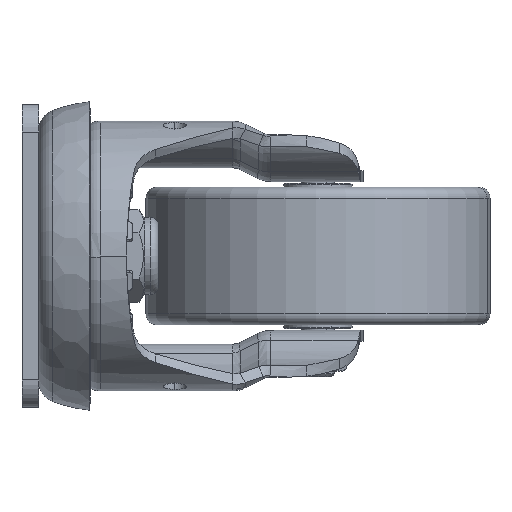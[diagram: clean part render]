
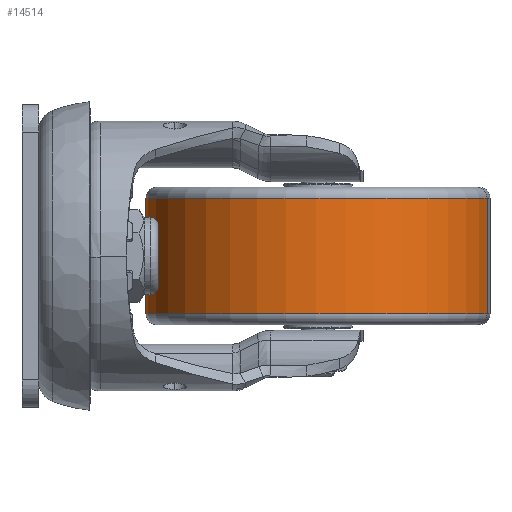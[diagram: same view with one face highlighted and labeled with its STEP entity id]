
A CAD part, left-side view. The second image highlights one B-rep face of the part: STEP entity #14514.
In plain terms, the highlighted cylindrical face has radius 62.5 mm (diameter 125 mm), a partial arc.
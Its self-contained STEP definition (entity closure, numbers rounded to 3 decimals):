
#622 = DIRECTION ( 'NONE',  ( 0.185, 0.983, 0. ) ) ;
#1074 = CIRCLE ( 'NONE', #21333, 62.5 ) ;
#2499 = CARTESIAN_POINT ( 'NONE',  ( 50., -107.5, 0. ) ) ;
#2958 = CARTESIAN_POINT ( 'NONE',  ( 50., -107.5, -21. ) ) ;
#3176 = ORIENTED_EDGE ( 'NONE', *, *, #4237, .T. ) ;
#3439 = ORIENTED_EDGE ( 'NONE', *, *, #13945, .F. ) ;
#3474 = CYLINDRICAL_SURFACE ( 'NONE', #14816, 62.5 ) ;
#4237 = EDGE_CURVE ( 'NONE', #9912, #10338, #5236, .T. ) ;
#4456 = ORIENTED_EDGE ( 'NONE', *, *, #11286, .T. ) ;
#4680 = DIRECTION ( 'NONE',  ( 0., 0., 1. ) ) ;
#5236 = CIRCLE ( 'NONE', #24018, 62.5 ) ;
#6041 = VECTOR ( 'NONE', #16744, 1000. ) ;
#7029 = VERTEX_POINT ( 'NONE', #12920 ) ;
#9912 = VERTEX_POINT ( 'NONE', #10286 ) ;
#9961 = ORIENTED_EDGE ( 'NONE', *, *, #17853, .T. ) ;
#10286 = CARTESIAN_POINT ( 'NONE',  ( 61.589, -46.084, -21. ) ) ;
#10304 = DIRECTION ( 'NONE',  ( -0.185, -0.983, 0. ) ) ;
#10338 = VERTEX_POINT ( 'NONE', #23966 ) ;
#10510 = DIRECTION ( 'NONE',  ( 0., 0., -1. ) ) ;
#10732 = CARTESIAN_POINT ( 'NONE',  ( 61.589, -46.084, 21. ) ) ;
#10769 = VERTEX_POINT ( 'NONE', #10732 ) ;
#11015 = LINE ( 'NONE', #24138, #6041 ) ;
#11286 = EDGE_CURVE ( 'NONE', #10338, #7029, #11870, .T. ) ;
#11870 = LINE ( 'NONE', #22953, #12682 ) ;
#12682 = VECTOR ( 'NONE', #17385, 1000. ) ;
#12920 = CARTESIAN_POINT ( 'NONE',  ( 38.411, -168.916, 21. ) ) ;
#13945 = EDGE_CURVE ( 'NONE', #9912, #10769, #11015, .T. ) ;
#14514 = ADVANCED_FACE ( 'NONE', ( #15094 ), #3474, .T. ) ;
#14816 = AXIS2_PLACEMENT_3D ( 'NONE', #2499, #23022, #622 ) ;
#14856 = EDGE_LOOP ( 'NONE', ( #3176, #4456, #9961, #3439 ) ) ;
#15094 = FACE_OUTER_BOUND ( 'NONE', #14856, .T. ) ;
#16744 = DIRECTION ( 'NONE',  ( 0., 0., 1. ) ) ;
#17385 = DIRECTION ( 'NONE',  ( 0., 0., 1. ) ) ;
#17853 = EDGE_CURVE ( 'NONE', #7029, #10769, #1074, .T. ) ;
#17892 = CARTESIAN_POINT ( 'NONE',  ( 50., -107.5, 21. ) ) ;
#21333 = AXIS2_PLACEMENT_3D ( 'NONE', #17892, #10510, #23621 ) ;
#22953 = CARTESIAN_POINT ( 'NONE',  ( 38.411, -168.916, 0. ) ) ;
#23022 = DIRECTION ( 'NONE',  ( 0., 0., 1. ) ) ;
#23621 = DIRECTION ( 'NONE',  ( 0.185, 0.983, 0. ) ) ;
#23966 = CARTESIAN_POINT ( 'NONE',  ( 38.411, -168.916, -21. ) ) ;
#24018 = AXIS2_PLACEMENT_3D ( 'NONE', #2958, #4680, #10304 ) ;
#24138 = CARTESIAN_POINT ( 'NONE',  ( 61.589, -46.084, 0. ) ) ;
